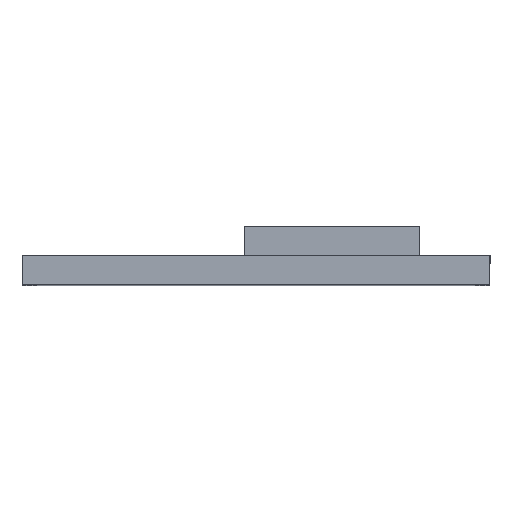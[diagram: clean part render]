
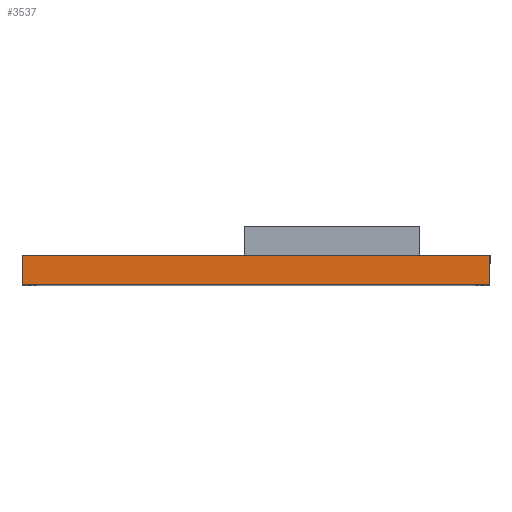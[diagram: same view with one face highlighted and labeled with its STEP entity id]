
A CAD part, top view. The second image highlights one B-rep face of the part: STEP entity #3537.
In plain terms, the highlighted planar face has unit normal (0, 0, 1).
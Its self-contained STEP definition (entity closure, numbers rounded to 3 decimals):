
#70 = EDGE_CURVE ( 'NONE', #1605, #1882, #1822, .T. ) ;
#73 = EDGE_LOOP ( 'NONE', ( #2632, #514, #1091, #4602 ) ) ;
#120 = DIRECTION ( 'NONE',  ( 0., 0., -1. ) ) ;
#393 = CARTESIAN_POINT ( 'NONE',  ( -8., 1., 8. ) ) ;
#448 = CARTESIAN_POINT ( 'NONE',  ( -8., 0., 8. ) ) ;
#495 = LINE ( 'NONE', #3175, #2014 ) ;
#514 = ORIENTED_EDGE ( 'NONE', *, *, #2825, .F. ) ;
#642 = VECTOR ( 'NONE', #3051, 1000. ) ;
#859 = CARTESIAN_POINT ( 'NONE',  ( 8., 1., 8. ) ) ;
#1091 = ORIENTED_EDGE ( 'NONE', *, *, #2073, .F. ) ;
#1288 = EDGE_CURVE ( 'NONE', #1882, #4537, #1929, .T. ) ;
#1371 = FACE_OUTER_BOUND ( 'NONE', #73, .T. ) ;
#1401 = VECTOR ( 'NONE', #1786, 1000. ) ;
#1605 = VERTEX_POINT ( 'NONE', #393 ) ;
#1627 = CARTESIAN_POINT ( 'NONE',  ( 8., 1., 8. ) ) ;
#1674 = DIRECTION ( 'NONE',  ( 1., 0., 0. ) ) ;
#1786 = DIRECTION ( 'NONE',  ( 0., -1., 0. ) ) ;
#1822 = LINE ( 'NONE', #2561, #1401 ) ;
#1882 = VERTEX_POINT ( 'NONE', #4798 ) ;
#1929 = LINE ( 'NONE', #448, #642 ) ;
#2014 = VECTOR ( 'NONE', #1674, 1000. ) ;
#2073 = EDGE_CURVE ( 'NONE', #1605, #4243, #495, .T. ) ;
#2306 = DIRECTION ( 'NONE',  ( 0., -1., 0. ) ) ;
#2309 = DIRECTION ( 'NONE',  ( -1., 0., 0. ) ) ;
#2365 = CARTESIAN_POINT ( 'NONE',  ( -8., 1., 8. ) ) ;
#2561 = CARTESIAN_POINT ( 'NONE',  ( -8., 1., 8. ) ) ;
#2632 = ORIENTED_EDGE ( 'NONE', *, *, #1288, .T. ) ;
#2825 = EDGE_CURVE ( 'NONE', #4243, #4537, #3744, .T. ) ;
#3051 = DIRECTION ( 'NONE',  ( 1., 0., 0. ) ) ;
#3175 = CARTESIAN_POINT ( 'NONE',  ( -8., 1., 8. ) ) ;
#3537 = ADVANCED_FACE ( 'NONE', ( #1371 ), #4194, .F. ) ;
#3744 = LINE ( 'NONE', #859, #4287 ) ;
#4094 = AXIS2_PLACEMENT_3D ( 'NONE', #2365, #120, #2309 ) ;
#4131 = CARTESIAN_POINT ( 'NONE',  ( 8., 0., 8. ) ) ;
#4194 = PLANE ( 'NONE',  #4094 ) ;
#4243 = VERTEX_POINT ( 'NONE', #1627 ) ;
#4287 = VECTOR ( 'NONE', #2306, 1000. ) ;
#4537 = VERTEX_POINT ( 'NONE', #4131 ) ;
#4602 = ORIENTED_EDGE ( 'NONE', *, *, #70, .T. ) ;
#4798 = CARTESIAN_POINT ( 'NONE',  ( -8., 0., 8. ) ) ;
